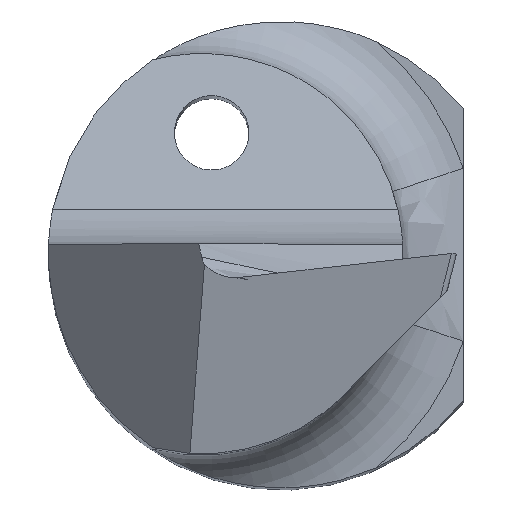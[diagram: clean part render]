
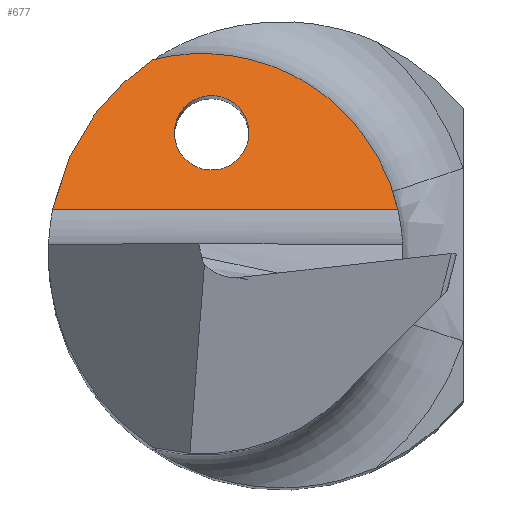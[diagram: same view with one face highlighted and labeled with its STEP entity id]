
A CAD part, top view. The second image highlights one B-rep face of the part: STEP entity #677.
In plain terms, the highlighted planar face has unit normal (0, 0.766, 0.643).
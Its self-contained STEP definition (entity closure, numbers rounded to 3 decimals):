
#5 = VERTEX_POINT ( 'NONE', #518 ) ;
#44 = CARTESIAN_POINT ( 'NONE',  ( -1.382, 2.083, 19.105 ) ) ;
#83 = VERTEX_POINT ( 'NONE', #607 ) ;
#116 = CARTESIAN_POINT ( 'NONE',  ( -1.55, 1.699, 19.562 ) ) ;
#120 = DIRECTION ( 'NONE',  ( 0., 0.643, -0.766 ) ) ;
#183 = EDGE_CURVE ( 'NONE', #558, #558, #510, .T. ) ;
#259 = PLANE ( 'NONE',  #271 ) ;
#271 = AXIS2_PLACEMENT_3D ( 'NONE', #486, #707, #120 ) ;
#285 = CARTESIAN_POINT ( 'NONE',  ( 0.963, 1.73, 19.526 ) ) ;
#295 = EDGE_LOOP ( 'NONE', ( #781, #608, #420 ) ) ;
#354 = EDGE_CURVE ( 'NONE', #83, #660, #622, .T. ) ;
#400 = ORIENTED_EDGE ( 'NONE', *, *, #183, .F. ) ;
#402 = CARTESIAN_POINT ( 'NONE',  ( 0.05, 0.899, 20.516 ) ) ;
#412 = CARTESIAN_POINT ( 'NONE',  ( -1.55, 0.899, 20.516 ) ) ;
#420 = ORIENTED_EDGE ( 'NONE', *, *, #354, .F. ) ;
#425 = CARTESIAN_POINT ( 'NONE',  ( -1.949, 1.707, 19.553 ) ) ;
#442 = CARTESIAN_POINT ( 'NONE',  ( -2.455, 0.474, 21.022 ) ) ;
#486 = CARTESIAN_POINT ( 'NONE',  ( -2.5, 0.474, 21.022 ) ) ;
#510 =( BOUNDED_CURVE ( )  B_SPLINE_CURVE ( 3, ( #642, #116, #412, #868, #402, #726, #722 ),
 .UNSPECIFIED., .T., .F. ) 
 B_SPLINE_CURVE_WITH_KNOTS ( ( 4, 3, 4 ),
 ( 0., 3.142, 6.283 ),
 .UNSPECIFIED. ) 
 CURVE ( )  GEOMETRIC_REPRESENTATION_ITEM ( )  RATIONAL_B_SPLINE_CURVE ( ( 1., 0.333, 0.333, 1., 0.333, 0.333, 1. ) ) 
 REPRESENTATION_ITEM ( '' )  );
#518 = CARTESIAN_POINT ( 'NONE',  ( 1.247, 0.474, 21.022 ) ) ;
#548 = CARTESIAN_POINT ( 'NONE',  ( -0.75, 1.699, 19.562 ) ) ;
#549 = LINE ( 'NONE', #930, #567 ) ;
#553 = DIRECTION ( 'NONE',  ( 1., 0., 0. ) ) ;
#558 = VERTEX_POINT ( 'NONE', #548 ) ;
#567 = VECTOR ( 'NONE', #553, 1000. ) ;
#602 = EDGE_LOOP ( 'NONE', ( #400 ) ) ;
#607 = CARTESIAN_POINT ( 'NONE',  ( -2.455, 0.474, 21.022 ) ) ;
#608 = ORIENTED_EDGE ( 'NONE', *, *, #761, .F. ) ;
#618 = EDGE_CURVE ( 'NONE', #83, #5, #549, .T. ) ;
#622 =( BOUNDED_CURVE ( )  B_SPLINE_CURVE ( 3, ( #442, #822, #425, #812 ),
 .UNSPECIFIED., .F., .F. ) 
 B_SPLINE_CURVE_WITH_KNOTS ( ( 4, 4 ),
 ( 4.903, 5.697 ),
 .UNSPECIFIED. ) 
 CURVE ( )  GEOMETRIC_REPRESENTATION_ITEM ( )  RATIONAL_B_SPLINE_CURVE ( ( 1., 0.948, 0.948, 1. ) ) 
 REPRESENTATION_ITEM ( '' )  );
#642 = CARTESIAN_POINT ( 'NONE',  ( -0.75, 1.699, 19.562 ) ) ;
#660 = VERTEX_POINT ( 'NONE', #44 ) ;
#664 = CARTESIAN_POINT ( 'NONE',  ( 1.247, 0.474, 21.022 ) ) ;
#672 = CARTESIAN_POINT ( 'NONE',  ( -1.382, 2.083, 19.105 ) ) ;
#677 = ADVANCED_FACE ( 'NONE', ( #779, #871 ), #259, .F. ) ;
#707 = DIRECTION ( 'NONE',  ( 0., -0.766, -0.643 ) ) ;
#722 = CARTESIAN_POINT ( 'NONE',  ( -0.75, 1.699, 19.562 ) ) ;
#726 = CARTESIAN_POINT ( 'NONE',  ( 0.05, 1.699, 19.562 ) ) ;
#761 = EDGE_CURVE ( 'NONE', #660, #5, #924, .T. ) ;
#779 = FACE_BOUND ( 'NONE', #602, .T. ) ;
#781 = ORIENTED_EDGE ( 'NONE', *, *, #618, .T. ) ;
#812 = CARTESIAN_POINT ( 'NONE',  ( -1.382, 2.083, 19.105 ) ) ;
#822 = CARTESIAN_POINT ( 'NONE',  ( -2.326, 1.142, 20.227 ) ) ;
#868 = CARTESIAN_POINT ( 'NONE',  ( -0.75, 0.899, 20.516 ) ) ;
#871 = FACE_OUTER_BOUND ( 'NONE', #295, .T. ) ;
#924 =( BOUNDED_CURVE ( )  B_SPLINE_CURVE ( 3, ( #672, #946, #285, #664 ),
 .UNSPECIFIED., .F., .F. ) 
 B_SPLINE_CURVE_WITH_KNOTS ( ( 4, 4 ),
 ( 6.033, 7.632 ),
 .UNSPECIFIED. ) 
 CURVE ( )  GEOMETRIC_REPRESENTATION_ITEM ( )  RATIONAL_B_SPLINE_CURVE ( ( 1., 0.798, 0.798, 1. ) ) 
 REPRESENTATION_ITEM ( '' )  );
#930 = CARTESIAN_POINT ( 'NONE',  ( -2.5, 0.474, 21.022 ) ) ;
#946 = CARTESIAN_POINT ( 'NONE',  ( -0.135, 2.402, 18.725 ) ) ;
